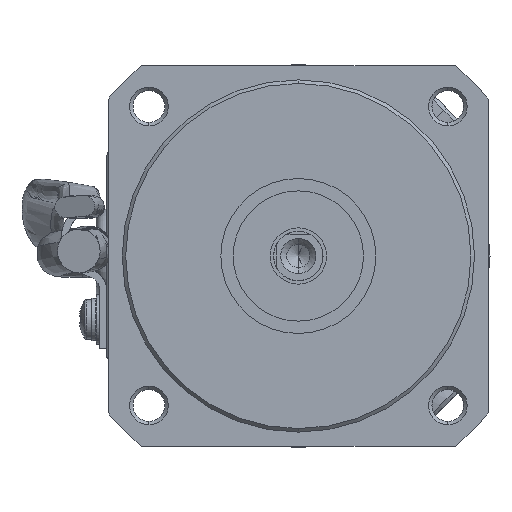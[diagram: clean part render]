
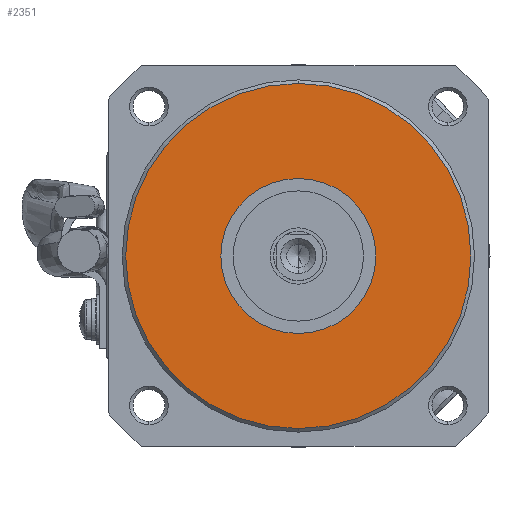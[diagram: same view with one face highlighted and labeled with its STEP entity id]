
A CAD part, left-side view. The second image highlights one B-rep face of the part: STEP entity #2351.
In plain terms, the highlighted planar face has unit normal (-1, 0, 0).
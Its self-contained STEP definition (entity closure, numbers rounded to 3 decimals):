
#6 = VERTEX_POINT ( 'NONE', #1067 ) ;
#144 = DIRECTION ( 'NONE',  ( 1., 0., 0. ) ) ;
#381 = EDGE_CURVE ( 'NONE', #7956, #6, #1954, .T. ) ;
#398 = AXIS2_PLACEMENT_3D ( 'NONE', #3422, #5338, #4716 ) ;
#693 = CARTESIAN_POINT ( 'NONE',  ( 21.5, 0., 0. ) ) ;
#725 = EDGE_CURVE ( 'NONE', #4731, #6341, #4179, .T. ) ;
#773 = AXIS2_PLACEMENT_3D ( 'NONE', #6650, #2421, #5849 ) ;
#834 = CIRCLE ( 'NONE', #4803, 24.5 ) ;
#1067 = CARTESIAN_POINT ( 'NONE',  ( 21.5, 0., 24.5 ) ) ;
#1198 = EDGE_CURVE ( 'NONE', #6341, #4731, #6299, .T. ) ;
#1275 = DIRECTION ( 'NONE',  ( -1., 0., 0. ) ) ;
#1308 = DIRECTION ( 'NONE',  ( 0., 0., 1. ) ) ;
#1736 = ORIENTED_EDGE ( 'NONE', *, *, #381, .T. ) ;
#1954 = CIRCLE ( 'NONE', #398, 24.5 ) ;
#2043 = AXIS2_PLACEMENT_3D ( 'NONE', #5396, #4728, #1308 ) ;
#2351 = ADVANCED_FACE ( 'Defeature ausgef�hrt3_71', ( #7477, #3514 ), #4715, .F. ) ;
#2421 = DIRECTION ( 'NONE',  ( -1., 0., 0. ) ) ;
#2943 = EDGE_LOOP ( 'NONE', ( #1736, #3667 ) ) ;
#3422 = CARTESIAN_POINT ( 'NONE',  ( 21.5, 0., 0. ) ) ;
#3429 = CARTESIAN_POINT ( 'NONE',  ( 21.5, 0., -24.5 ) ) ;
#3514 = FACE_BOUND ( 'NONE', #4329, .T. ) ;
#3667 = ORIENTED_EDGE ( 'NONE', *, *, #4580, .T. ) ;
#4069 = DIRECTION ( 'NONE',  ( 0., 0., -1. ) ) ;
#4179 = CIRCLE ( 'NONE', #773, 11. ) ;
#4329 = EDGE_LOOP ( 'NONE', ( #8300, #7109 ) ) ;
#4580 = EDGE_CURVE ( 'NONE', #6, #7956, #834, .T. ) ;
#4716 = DIRECTION ( 'NONE',  ( 0., 0., -1. ) ) ;
#4715 = PLANE ( 'NONE',  #6165 ) ;
#4728 = DIRECTION ( 'NONE',  ( -1., 0., 0. ) ) ;
#4731 = VERTEX_POINT ( 'NONE', #7673 ) ;
#4803 = AXIS2_PLACEMENT_3D ( 'NONE', #693, #1275, #4069 ) ;
#4846 = DIRECTION ( 'NONE',  ( 0., 0., -1. ) ) ;
#5338 = DIRECTION ( 'NONE',  ( -1., 0., 0. ) ) ;
#5396 = CARTESIAN_POINT ( 'NONE',  ( 21.5, 0., 0. ) ) ;
#5849 = DIRECTION ( 'NONE',  ( 0., 0., 1. ) ) ;
#6093 = CARTESIAN_POINT ( 'NONE',  ( 21.5, 0., 0. ) ) ;
#6165 = AXIS2_PLACEMENT_3D ( 'NONE', #6093, #144, #4846 ) ;
#6299 = CIRCLE ( 'NONE', #2043, 11. ) ;
#6341 = VERTEX_POINT ( 'NONE', #7079 ) ;
#6650 = CARTESIAN_POINT ( 'NONE',  ( 21.5, 0., 0. ) ) ;
#7079 = CARTESIAN_POINT ( 'NONE',  ( 21.5, 0., 11. ) ) ;
#7109 = ORIENTED_EDGE ( 'NONE', *, *, #725, .F. ) ;
#7477 = FACE_OUTER_BOUND ( 'NONE', #2943, .T. ) ;
#7673 = CARTESIAN_POINT ( 'NONE',  ( 21.5, 0., -11. ) ) ;
#7956 = VERTEX_POINT ( 'NONE', #3429 ) ;
#8300 = ORIENTED_EDGE ( 'NONE', *, *, #1198, .F. ) ;
